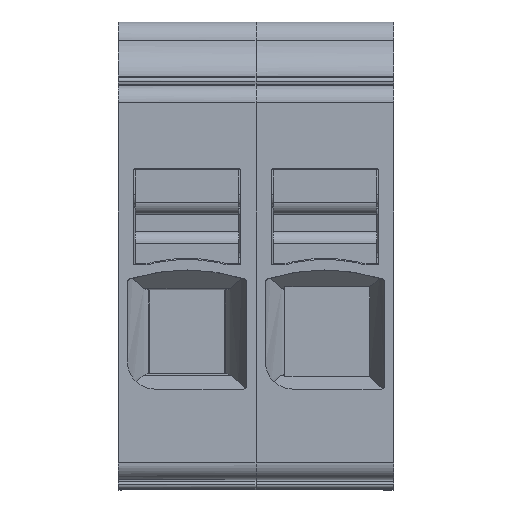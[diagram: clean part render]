
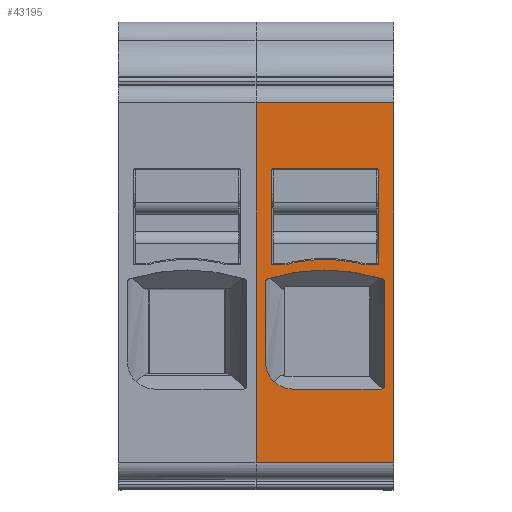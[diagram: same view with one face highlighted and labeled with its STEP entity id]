
A CAD part, top view. The second image highlights one B-rep face of the part: STEP entity #43195.
In plain terms, the highlighted planar face has unit normal (0, 0, 1).
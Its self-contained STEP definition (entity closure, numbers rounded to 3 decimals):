
#43018=AXIS2_PLACEMENT_3D('Plane Axis2P3D',#43015,#43016,#43017) ;
#43033=AXIS2_PLACEMENT_3D('Circle Axis2P3D',#43031,#43032,$) ;
#43049=AXIS2_PLACEMENT_3D('Circle Axis2P3D',#43047,#43048,$) ;
#43056=AXIS2_PLACEMENT_3D('Circle Axis2P3D',#43054,#43055,$) ;
#43063=AXIS2_PLACEMENT_3D('Circle Axis2P3D',#43061,#43062,$) ;
#43077=AXIS2_PLACEMENT_3D('Circle Axis2P3D',#43075,#43076,$) ;
#43099=AXIS2_PLACEMENT_3D('Circle Axis2P3D',#43097,#43098,$) ;
#43115=AXIS2_PLACEMENT_3D('Circle Axis2P3D',#43113,#43114,$) ;
#43129=AXIS2_PLACEMENT_3D('Circle Axis2P3D',#43127,#43128,$) ;
#43143=AXIS2_PLACEMENT_3D('Circle Axis2P3D',#43141,#43142,$) ;
#43157=AXIS2_PLACEMENT_3D('Circle Axis2P3D',#43155,#43156,$) ;
#43164=AXIS2_PLACEMENT_3D('Circle Axis2P3D',#43162,#43163,$) ;
#43171=AXIS2_PLACEMENT_3D('Circle Axis2P3D',#43169,#43170,$) ;
#39130=CARTESIAN_POINT('Vertex',(16.2,22.725,50.95)) ;
#39133=CARTESIAN_POINT('Line Origine',(16.2,12.15,50.95)) ;
#39137=CARTESIAN_POINT('Vertex',(16.2,1.575,50.95)) ;
#39741=CARTESIAN_POINT('Vertex',(8.1,1.575,50.95)) ;
#39744=CARTESIAN_POINT('Line Origine',(8.1,12.15,50.95)) ;
#39748=CARTESIAN_POINT('Vertex',(8.1,22.725,50.95)) ;
#42998=CARTESIAN_POINT('Line Origine',(12.5,1.575,50.95)) ;
#43015=CARTESIAN_POINT('Axis2P3D Location',(8.1,8.3,50.95)) ;
#43020=CARTESIAN_POINT('Line Origine',(12.15,22.725,50.95)) ;
#43031=CARTESIAN_POINT('Axis2P3D Location',(10.25,7.5,50.95)) ;
#43035=CARTESIAN_POINT('Vertex',(8.65,7.5,50.95)) ;
#43037=CARTESIAN_POINT('Vertex',(10.25,5.9,50.95)) ;
#43040=CARTESIAN_POINT('Line Origine',(8.65,9.842,50.95)) ;
#43044=CARTESIAN_POINT('Vertex',(8.65,12.183,50.95)) ;
#43047=CARTESIAN_POINT('Axis2P3D Location',(8.85,12.183,50.95)) ;
#43051=CARTESIAN_POINT('Vertex',(8.789,12.374,50.95)) ;
#43054=CARTESIAN_POINT('Axis2P3D Location',(12.15,1.9,50.95)) ;
#43058=CARTESIAN_POINT('Vertex',(15.511,12.374,50.95)) ;
#43061=CARTESIAN_POINT('Axis2P3D Location',(15.45,12.183,50.95)) ;
#43065=CARTESIAN_POINT('Vertex',(15.65,12.183,50.95)) ;
#43068=CARTESIAN_POINT('Line Origine',(15.65,9.142,50.95)) ;
#43072=CARTESIAN_POINT('Vertex',(15.65,6.1,50.95)) ;
#43075=CARTESIAN_POINT('Axis2P3D Location',(15.45,6.1,50.95)) ;
#43079=CARTESIAN_POINT('Vertex',(15.45,5.9,50.95)) ;
#43082=CARTESIAN_POINT('Line Origine',(12.85,5.9,50.95)) ;
#43097=CARTESIAN_POINT('Axis2P3D Location',(9.1,13.3,50.95)) ;
#43101=CARTESIAN_POINT('Vertex',(9.,13.3,50.95)) ;
#43103=CARTESIAN_POINT('Vertex',(9.1,13.2,50.95)) ;
#43106=CARTESIAN_POINT('Line Origine',(9.,16.025,50.95)) ;
#43110=CARTESIAN_POINT('Vertex',(9.,18.75,50.95)) ;
#43113=CARTESIAN_POINT('Axis2P3D Location',(9.1,18.75,50.95)) ;
#43117=CARTESIAN_POINT('Vertex',(9.1,18.85,50.95)) ;
#43120=CARTESIAN_POINT('Line Origine',(12.15,18.85,50.95)) ;
#43124=CARTESIAN_POINT('Vertex',(15.2,18.85,50.95)) ;
#43127=CARTESIAN_POINT('Axis2P3D Location',(15.2,18.75,50.95)) ;
#43131=CARTESIAN_POINT('Vertex',(15.3,18.75,50.95)) ;
#43134=CARTESIAN_POINT('Line Origine',(15.3,16.025,50.95)) ;
#43138=CARTESIAN_POINT('Vertex',(15.3,13.3,50.95)) ;
#43141=CARTESIAN_POINT('Axis2P3D Location',(15.2,13.3,50.95)) ;
#43145=CARTESIAN_POINT('Vertex',(15.2,13.2,50.95)) ;
#43148=CARTESIAN_POINT('Line Origine',(14.85,13.2,50.95)) ;
#43152=CARTESIAN_POINT('Vertex',(14.5,13.2,50.95)) ;
#43155=CARTESIAN_POINT('Axis2P3D Location',(10.871,-1.56,50.95)) ;
#43159=CARTESIAN_POINT('Vertex',(13.689,13.376,50.95)) ;
#43162=CARTESIAN_POINT('Axis2P3D Location',(12.15,5.22,50.95)) ;
#43166=CARTESIAN_POINT('Vertex',(10.611,13.376,50.95)) ;
#43169=CARTESIAN_POINT('Axis2P3D Location',(13.429,-1.56,50.95)) ;
#43173=CARTESIAN_POINT('Vertex',(9.8,13.2,50.95)) ;
#43176=CARTESIAN_POINT('Line Origine',(9.45,13.2,50.95)) ;
#39134=DIRECTION('Vector Direction',(0.,-1.,0.)) ;
#39745=DIRECTION('Vector Direction',(0.,-1.,0.)) ;
#42999=DIRECTION('Vector Direction',(1.,0.,0.)) ;
#43016=DIRECTION('Axis2P3D Direction',(0.,0.,-1.)) ;
#43017=DIRECTION('Axis2P3D XDirection',(1.,0.,0.)) ;
#43021=DIRECTION('Vector Direction',(1.,0.,0.)) ;
#43032=DIRECTION('Axis2P3D Direction',(0.,0.,-1.)) ;
#43041=DIRECTION('Vector Direction',(0.,-1.,0.)) ;
#43048=DIRECTION('Axis2P3D Direction',(0.,0.,-1.)) ;
#43055=DIRECTION('Axis2P3D Direction',(0.,0.,-1.)) ;
#43062=DIRECTION('Axis2P3D Direction',(0.,0.,-1.)) ;
#43069=DIRECTION('Vector Direction',(0.,-1.,0.)) ;
#43076=DIRECTION('Axis2P3D Direction',(0.,0.,-1.)) ;
#43083=DIRECTION('Vector Direction',(1.,0.,0.)) ;
#43098=DIRECTION('Axis2P3D Direction',(0.,0.,-1.)) ;
#43107=DIRECTION('Vector Direction',(0.,1.,0.)) ;
#43114=DIRECTION('Axis2P3D Direction',(0.,0.,-1.)) ;
#43121=DIRECTION('Vector Direction',(-1.,0.,0.)) ;
#43128=DIRECTION('Axis2P3D Direction',(0.,0.,-1.)) ;
#43135=DIRECTION('Vector Direction',(0.,1.,0.)) ;
#43142=DIRECTION('Axis2P3D Direction',(0.,0.,-1.)) ;
#43149=DIRECTION('Vector Direction',(-1.,0.,0.)) ;
#43156=DIRECTION('Axis2P3D Direction',(0.,0.,-1.)) ;
#43163=DIRECTION('Axis2P3D Direction',(0.,0.,-1.)) ;
#43170=DIRECTION('Axis2P3D Direction',(0.,0.,-1.)) ;
#43177=DIRECTION('Vector Direction',(-1.,0.,0.)) ;
#39135=VECTOR('Line Direction',#39134,1.) ;
#39746=VECTOR('Line Direction',#39745,1.) ;
#43000=VECTOR('Line Direction',#42999,1.) ;
#43022=VECTOR('Line Direction',#43021,1.) ;
#43042=VECTOR('Line Direction',#43041,1.) ;
#43070=VECTOR('Line Direction',#43069,1.) ;
#43084=VECTOR('Line Direction',#43083,1.) ;
#43108=VECTOR('Line Direction',#43107,1.) ;
#43122=VECTOR('Line Direction',#43121,1.) ;
#43136=VECTOR('Line Direction',#43135,1.) ;
#43150=VECTOR('Line Direction',#43149,1.) ;
#43178=VECTOR('Line Direction',#43177,1.) ;
#43026=ORIENTED_EDGE('',*,*,#43002,.T.) ;
#43027=ORIENTED_EDGE('',*,*,#39139,.F.) ;
#43028=ORIENTED_EDGE('',*,*,#43024,.F.) ;
#43029=ORIENTED_EDGE('',*,*,#39750,.T.) ;
#43088=ORIENTED_EDGE('',*,*,#43039,.F.) ;
#43089=ORIENTED_EDGE('',*,*,#43046,.F.) ;
#43090=ORIENTED_EDGE('',*,*,#43053,.F.) ;
#43091=ORIENTED_EDGE('',*,*,#43060,.F.) ;
#43092=ORIENTED_EDGE('',*,*,#43067,.F.) ;
#43093=ORIENTED_EDGE('',*,*,#43074,.T.) ;
#43094=ORIENTED_EDGE('',*,*,#43081,.F.) ;
#43095=ORIENTED_EDGE('',*,*,#43086,.F.) ;
#43182=ORIENTED_EDGE('',*,*,#43105,.F.) ;
#43183=ORIENTED_EDGE('',*,*,#43112,.T.) ;
#43184=ORIENTED_EDGE('',*,*,#43119,.F.) ;
#43185=ORIENTED_EDGE('',*,*,#43126,.F.) ;
#43186=ORIENTED_EDGE('',*,*,#43133,.F.) ;
#43187=ORIENTED_EDGE('',*,*,#43140,.F.) ;
#43188=ORIENTED_EDGE('',*,*,#43147,.F.) ;
#43189=ORIENTED_EDGE('',*,*,#43154,.T.) ;
#43190=ORIENTED_EDGE('',*,*,#43161,.T.) ;
#43191=ORIENTED_EDGE('',*,*,#43168,.T.) ;
#43192=ORIENTED_EDGE('',*,*,#43175,.T.) ;
#43193=ORIENTED_EDGE('',*,*,#43180,.T.) ;
#43096=FACE_BOUND('',#43087,.T.) ;
#43194=FACE_BOUND('',#43181,.T.) ;
#43195=ADVANCED_FACE('MLD_APG_6_MBB_R.1\\MLD_APG_6_MBB_R',(#43030,#43096,#43194),#43019,.F.) ;
#43034=CIRCLE('generated circle',#43033,1.6) ;
#43050=CIRCLE('generated circle',#43049,0.2) ;
#43057=CIRCLE('generated circle',#43056,11.) ;
#43064=CIRCLE('generated circle',#43063,0.2) ;
#43078=CIRCLE('generated circle',#43077,0.2) ;
#43100=CIRCLE('generated circle',#43099,0.1) ;
#43116=CIRCLE('generated circle',#43115,0.1) ;
#43130=CIRCLE('generated circle',#43129,0.1) ;
#43144=CIRCLE('generated circle',#43143,0.1) ;
#43158=CIRCLE('generated circle',#43157,15.2) ;
#43165=CIRCLE('generated circle',#43164,8.3) ;
#43172=CIRCLE('generated circle',#43171,15.2) ;
#39139=EDGE_CURVE('',#39131,#39138,#39136,.T.) ;
#39750=EDGE_CURVE('',#39749,#39742,#39747,.T.) ;
#43002=EDGE_CURVE('',#39742,#39138,#43001,.T.) ;
#43024=EDGE_CURVE('',#39749,#39131,#43023,.T.) ;
#43039=EDGE_CURVE('',#43036,#43038,#43034,.F.) ;
#43046=EDGE_CURVE('',#43045,#43036,#43043,.T.) ;
#43053=EDGE_CURVE('',#43052,#43045,#43050,.F.) ;
#43060=EDGE_CURVE('',#43059,#43052,#43057,.F.) ;
#43067=EDGE_CURVE('',#43066,#43059,#43064,.F.) ;
#43074=EDGE_CURVE('',#43066,#43073,#43071,.T.) ;
#43081=EDGE_CURVE('',#43080,#43073,#43078,.F.) ;
#43086=EDGE_CURVE('',#43038,#43080,#43085,.T.) ;
#43105=EDGE_CURVE('',#43102,#43104,#43100,.F.) ;
#43112=EDGE_CURVE('',#43102,#43111,#43109,.T.) ;
#43119=EDGE_CURVE('',#43118,#43111,#43116,.F.) ;
#43126=EDGE_CURVE('',#43125,#43118,#43123,.T.) ;
#43133=EDGE_CURVE('',#43132,#43125,#43130,.F.) ;
#43140=EDGE_CURVE('',#43139,#43132,#43137,.T.) ;
#43147=EDGE_CURVE('',#43146,#43139,#43144,.F.) ;
#43154=EDGE_CURVE('',#43146,#43153,#43151,.T.) ;
#43161=EDGE_CURVE('',#43153,#43160,#43158,.F.) ;
#43168=EDGE_CURVE('',#43160,#43167,#43165,.F.) ;
#43175=EDGE_CURVE('',#43167,#43174,#43172,.F.) ;
#43180=EDGE_CURVE('',#43174,#43104,#43179,.T.) ;
#43025=EDGE_LOOP('',(#43026,#43027,#43028,#43029)) ;
#43087=EDGE_LOOP('',(#43088,#43089,#43090,#43091,#43092,#43093,#43094,#43095)) ;
#43181=EDGE_LOOP('',(#43182,#43183,#43184,#43185,#43186,#43187,#43188,#43189,#43190,#43191,#43192,#43193)) ;
#43030=FACE_OUTER_BOUND('',#43025,.T.) ;
#39136=LINE('Line',#39133,#39135) ;
#39747=LINE('Line',#39744,#39746) ;
#43001=LINE('Line',#42998,#43000) ;
#43023=LINE('Line',#43020,#43022) ;
#43043=LINE('Line',#43040,#43042) ;
#43071=LINE('Line',#43068,#43070) ;
#43085=LINE('Line',#43082,#43084) ;
#43109=LINE('Line',#43106,#43108) ;
#43123=LINE('Line',#43120,#43122) ;
#43137=LINE('Line',#43134,#43136) ;
#43151=LINE('Line',#43148,#43150) ;
#43179=LINE('Line',#43176,#43178) ;
#43019=PLANE('',#43018) ;
#39131=VERTEX_POINT('',#39130) ;
#39138=VERTEX_POINT('',#39137) ;
#39742=VERTEX_POINT('',#39741) ;
#39749=VERTEX_POINT('',#39748) ;
#43036=VERTEX_POINT('',#43035) ;
#43038=VERTEX_POINT('',#43037) ;
#43045=VERTEX_POINT('',#43044) ;
#43052=VERTEX_POINT('',#43051) ;
#43059=VERTEX_POINT('',#43058) ;
#43066=VERTEX_POINT('',#43065) ;
#43073=VERTEX_POINT('',#43072) ;
#43080=VERTEX_POINT('',#43079) ;
#43102=VERTEX_POINT('',#43101) ;
#43104=VERTEX_POINT('',#43103) ;
#43111=VERTEX_POINT('',#43110) ;
#43118=VERTEX_POINT('',#43117) ;
#43125=VERTEX_POINT('',#43124) ;
#43132=VERTEX_POINT('',#43131) ;
#43139=VERTEX_POINT('',#43138) ;
#43146=VERTEX_POINT('',#43145) ;
#43153=VERTEX_POINT('',#43152) ;
#43160=VERTEX_POINT('',#43159) ;
#43167=VERTEX_POINT('',#43166) ;
#43174=VERTEX_POINT('',#43173) ;
